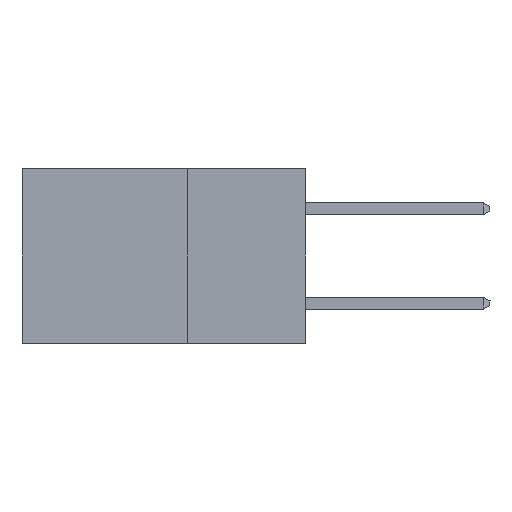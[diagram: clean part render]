
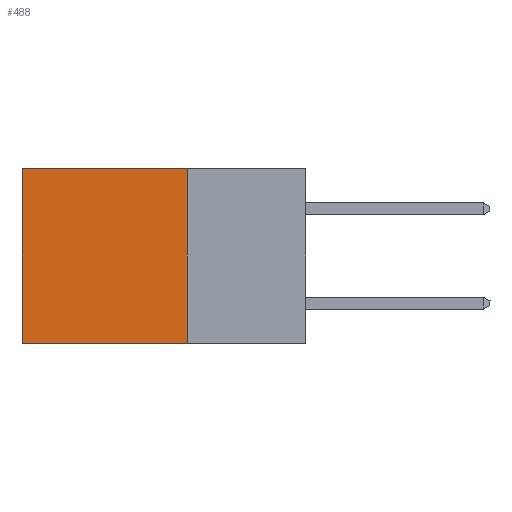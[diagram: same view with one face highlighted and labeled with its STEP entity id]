
A CAD part, left-side view. The second image highlights one B-rep face of the part: STEP entity #488.
In plain terms, the highlighted planar face has unit normal (-1, 0, 0).
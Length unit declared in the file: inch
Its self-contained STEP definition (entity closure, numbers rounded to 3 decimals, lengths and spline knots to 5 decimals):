
#56 = VERTEX_POINT ( 'NONE', #6596 ) ;
#276 = LINE ( 'NONE', #11188, #4621 ) ;
#488 = ADVANCED_FACE ( 'NONE', ( #5500 ), #3451, .F. ) ;
#679 = CARTESIAN_POINT ( 'NONE',  ( 0.298, 0.25, 0. ) ) ;
#1482 = LINE ( 'NONE', #9169, #9959 ) ;
#1607 = DIRECTION ( 'NONE',  ( 1., 0., 0. ) ) ;
#1609 = CARTESIAN_POINT ( 'NONE',  ( 0.298, 0.6, 0. ) ) ;
#1618 = DIRECTION ( 'NONE',  ( 0., 0., -1. ) ) ;
#1726 = VECTOR ( 'NONE', #8876, 39.37008 ) ;
#2055 = ORIENTED_EDGE ( 'NONE', *, *, #6876, .T. ) ;
#2206 = EDGE_CURVE ( 'NONE', #2374, #56, #10091, .T. ) ;
#2374 = VERTEX_POINT ( 'NONE', #679 ) ;
#2500 = DIRECTION ( 'NONE',  ( 0., 0., -1. ) ) ;
#2764 = CARTESIAN_POINT ( 'NONE',  ( 0.298, 0.25, -0.37 ) ) ;
#3241 = EDGE_CURVE ( 'NONE', #56, #10973, #3513, .T. ) ;
#3451 = PLANE ( 'NONE',  #7285 ) ;
#3513 = LINE ( 'NONE', #2764, #1726 ) ;
#4212 = VERTEX_POINT ( 'NONE', #1609 ) ;
#4621 = VECTOR ( 'NONE', #8544, 39.37008 ) ;
#5224 = CARTESIAN_POINT ( 'NONE',  ( 0.298, 0.25, 0. ) ) ;
#5500 = FACE_OUTER_BOUND ( 'NONE', #6616, .T. ) ;
#5525 = ORIENTED_EDGE ( 'NONE', *, *, #6737, .T. ) ;
#6022 = VECTOR ( 'NONE', #1618, 39.37008 ) ;
#6596 = CARTESIAN_POINT ( 'NONE',  ( 0.298, 0.25, -0.37 ) ) ;
#6616 = EDGE_LOOP ( 'NONE', ( #2055, #9833, #10519, #5525 ) ) ;
#6737 = EDGE_CURVE ( 'NONE', #2374, #4212, #276, .T. ) ;
#6876 = EDGE_CURVE ( 'NONE', #4212, #10973, #1482, .T. ) ;
#7285 = AXIS2_PLACEMENT_3D ( 'NONE', #7770, #1607, #2500 ) ;
#7770 = CARTESIAN_POINT ( 'NONE',  ( 0.298, 0.25, 0. ) ) ;
#8442 = DIRECTION ( 'NONE',  ( 0., 0., -1. ) ) ;
#8544 = DIRECTION ( 'NONE',  ( 0., 1., 0. ) ) ;
#8687 = CARTESIAN_POINT ( 'NONE',  ( 0.298, 0.6, -0.37 ) ) ;
#8876 = DIRECTION ( 'NONE',  ( 0., 1., 0. ) ) ;
#9169 = CARTESIAN_POINT ( 'NONE',  ( 0.298, 0.6, 0. ) ) ;
#9833 = ORIENTED_EDGE ( 'NONE', *, *, #3241, .F. ) ;
#9959 = VECTOR ( 'NONE', #8442, 39.37008 ) ;
#10091 = LINE ( 'NONE', #5224, #6022 ) ;
#10519 = ORIENTED_EDGE ( 'NONE', *, *, #2206, .F. ) ;
#10973 = VERTEX_POINT ( 'NONE', #8687 ) ;
#11188 = CARTESIAN_POINT ( 'NONE',  ( 0.298, 0.25, 0. ) ) ;
